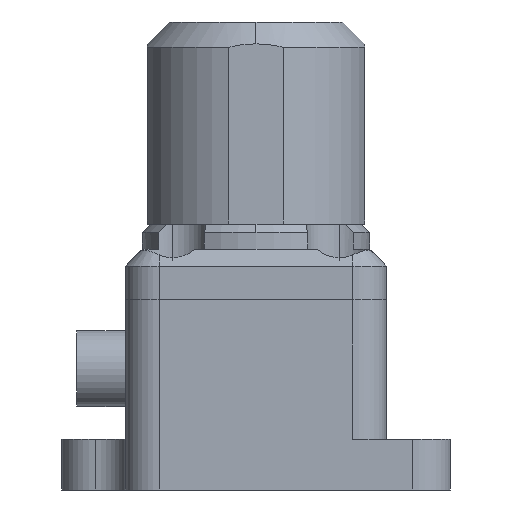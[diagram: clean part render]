
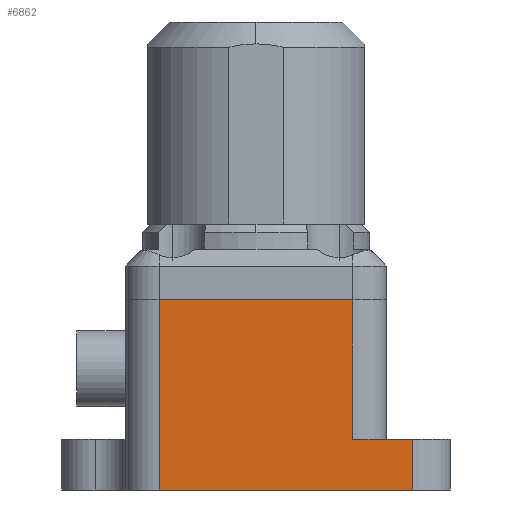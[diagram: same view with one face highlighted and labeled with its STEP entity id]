
A CAD part, left-side view. The second image highlights one B-rep face of the part: STEP entity #6862.
In plain terms, the highlighted planar face has unit normal (-1, 0, 0).
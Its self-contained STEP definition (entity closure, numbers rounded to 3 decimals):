
#224 = EDGE_CURVE ( 'NONE', #5180, #1297, #11973, .T. ) ;
#838 = CARTESIAN_POINT ( 'NONE',  ( -13.4, -5.75, -4.5 ) ) ;
#1297 = VERTEX_POINT ( 'NONE', #12266 ) ;
#1607 = ORIENTED_EDGE ( 'NONE', *, *, #13699, .T. ) ;
#1863 = PLANE ( 'NONE',  #6886 ) ;
#2773 = LINE ( 'NONE', #14169, #14607 ) ;
#2853 = CARTESIAN_POINT ( 'NONE',  ( -13.4, 5.75, -4.5 ) ) ;
#3005 = DIRECTION ( 'NONE',  ( 1., 0., 0. ) ) ;
#3203 = VECTOR ( 'NONE', #12685, 1000. ) ;
#3208 = ORIENTED_EDGE ( 'NONE', *, *, #5134, .T. ) ;
#3262 = EDGE_CURVE ( 'NONE', #10752, #3946, #2773, .T. ) ;
#3946 = VERTEX_POINT ( 'NONE', #7477 ) ;
#4131 = VECTOR ( 'NONE', #4668, 1000. ) ;
#4664 = CARTESIAN_POINT ( 'NONE',  ( -13.4, 7.75, 6.8 ) ) ;
#4668 = DIRECTION ( 'NONE',  ( 0., 0., -1. ) ) ;
#5134 = EDGE_CURVE ( 'NONE', #10752, #6603, #9156, .T. ) ;
#5180 = VERTEX_POINT ( 'NONE', #8292 ) ;
#5628 = EDGE_CURVE ( 'NONE', #3946, #9787, #13835, .T. ) ;
#5928 = CARTESIAN_POINT ( 'NONE',  ( -13.4, -5.75, -1.5 ) ) ;
#6176 = DIRECTION ( 'NONE',  ( 0., 0., -1. ) ) ;
#6603 = VERTEX_POINT ( 'NONE', #5928 ) ;
#6862 = ADVANCED_FACE ( 'NONE', ( #14342 ), #1863, .F. ) ;
#6886 = AXIS2_PLACEMENT_3D ( 'NONE', #8676, #3005, #11025 ) ;
#6956 = VECTOR ( 'NONE', #14329, 1000. ) ;
#7030 = CARTESIAN_POINT ( 'NONE',  ( -13.4, -5.75, -1.5 ) ) ;
#7466 = ORIENTED_EDGE ( 'NONE', *, *, #224, .F. ) ;
#7477 = CARTESIAN_POINT ( 'NONE',  ( -13.4, -9.3, -4.5 ) ) ;
#8052 = CARTESIAN_POINT ( 'NONE',  ( -13.4, -9.3, -1.5 ) ) ;
#8204 = EDGE_CURVE ( 'NONE', #6603, #1297, #12733, .T. ) ;
#8292 = CARTESIAN_POINT ( 'NONE',  ( -13.4, 5.75, 6.8 ) ) ;
#8676 = CARTESIAN_POINT ( 'NONE',  ( -13.4, 7.75, 4.6 ) ) ;
#9156 = LINE ( 'NONE', #7030, #11871 ) ;
#9227 = ORIENTED_EDGE ( 'NONE', *, *, #3262, .F. ) ;
#9361 = DIRECTION ( 'NONE',  ( 0., 1., 0. ) ) ;
#9726 = CARTESIAN_POINT ( 'NONE',  ( -13.4, -5.75, 4.6 ) ) ;
#9787 = VERTEX_POINT ( 'NONE', #2853 ) ;
#9870 = LINE ( 'NONE', #11541, #4131 ) ;
#10476 = ORIENTED_EDGE ( 'NONE', *, *, #5628, .F. ) ;
#10752 = VERTEX_POINT ( 'NONE', #8052 ) ;
#11025 = DIRECTION ( 'NONE',  ( 0., 1., 0. ) ) ;
#11171 = DIRECTION ( 'NONE',  ( 0., 1., 0. ) ) ;
#11541 = CARTESIAN_POINT ( 'NONE',  ( -13.4, 5.75, 4.6 ) ) ;
#11871 = VECTOR ( 'NONE', #9361, 1000. ) ;
#11973 = LINE ( 'NONE', #4664, #3203 ) ;
#12266 = CARTESIAN_POINT ( 'NONE',  ( -13.4, -5.75, 6.8 ) ) ;
#12685 = DIRECTION ( 'NONE',  ( 0., -1., 0. ) ) ;
#12733 = LINE ( 'NONE', #9726, #6956 ) ;
#13699 = EDGE_CURVE ( 'NONE', #5180, #9787, #9870, .T. ) ;
#13835 = LINE ( 'NONE', #838, #14554 ) ;
#14169 = CARTESIAN_POINT ( 'NONE',  ( -13.4, -9.3, -1.5 ) ) ;
#14329 = DIRECTION ( 'NONE',  ( 0., 0., 1. ) ) ;
#14342 = FACE_OUTER_BOUND ( 'NONE', #14491, .T. ) ;
#14491 = EDGE_LOOP ( 'NONE', ( #1607, #10476, #9227, #3208, #14767, #7466 ) ) ;
#14554 = VECTOR ( 'NONE', #11171, 1000. ) ;
#14607 = VECTOR ( 'NONE', #6176, 1000. ) ;
#14767 = ORIENTED_EDGE ( 'NONE', *, *, #8204, .T. ) ;
